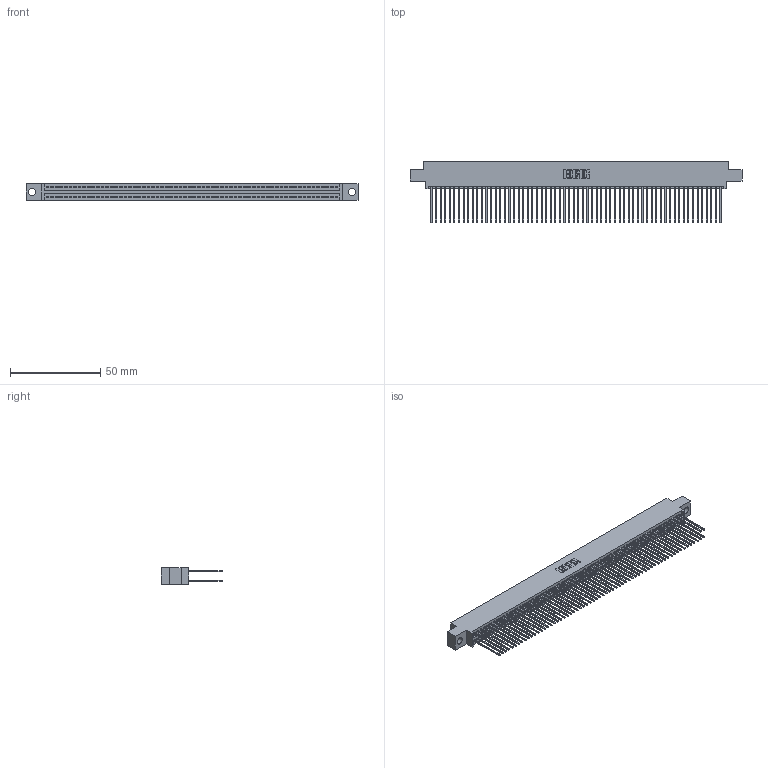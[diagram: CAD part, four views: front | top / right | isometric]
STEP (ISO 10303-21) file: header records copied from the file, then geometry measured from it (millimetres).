
FILE_DESCRIPTION (( 'STEP AP203' ), '1' );
FILE_NAME ('345-128-541-804.STEP', '2018-10-19T20:27:37', ( '' ), ( '' ), 'SwSTEP 2.0', 'SolidWorks 2016', '' );
FILE_SCHEMA (( 'CONFIG_CONTROL_DESIGN' ));
Length unit declared in the file: inch
Products named in the file (3): 345 Part_0.170 Offset - 0.156 Dia-TH; 345-128-541-804; 345-292-001_345-293-141
Assembly tree (129 placements, depth 2):
  345-128-541-804
    345 Part_0.170 Offset - 0.156 Dia-TH
    345-292-001_345-293-141  x128
Bounding box: 183.77 x 33.96 x 9.4 mm (x, y, z)
Volume: 18588.8 mm3; surface area: 31314.2 mm2
Topology: 129 solids, 129 shells, 6530 faces, 19425 edges, 12778 vertices
Faces by surface type: plane 4308, cylinder 2222
Entity records: 47407 total; most frequent: CARTESIAN_POINT 7928, ORIENTED_EDGE 7862, DIRECTION 6963, EDGE_CURVE 3931, VECTOR 3543, LINE 3543, VERTEX_POINT 2618, AXIS2_PLACEMENT_3D 1710
